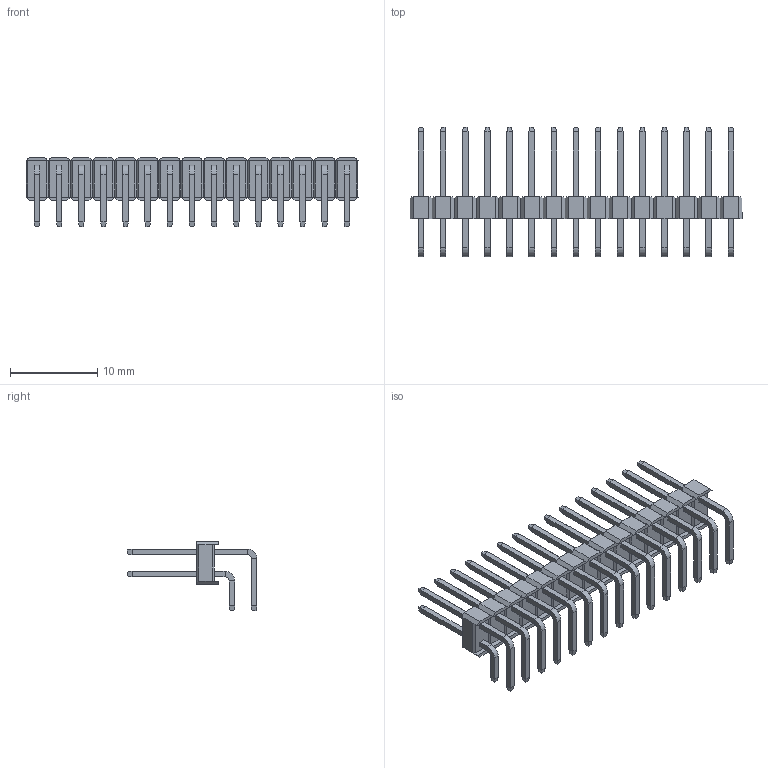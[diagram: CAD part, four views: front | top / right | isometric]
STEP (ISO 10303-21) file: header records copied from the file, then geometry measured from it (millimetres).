
FILE_DESCRIPTION (( 'STEP AP214' ), '1' );
FILE_NAME ('2x15 Male Pin Header Angle.STEP', '2018-11-16T18:39:58', ( 'M.B.I.' ), ( '' ), 'SwSTEP 2.0', '', '' );
FILE_SCHEMA (( 'AUTOMOTIVE_DESIGN' ));
Length unit declared in the file: millimetre
Products named in the file (1): 2x15 Male Pin Header Angle
Bounding box: 38.1 x 14.9 x 8 mm (x, y, z)
Volume: 578.6 mm3; surface area: 2213 mm2
Topology: 31 solids, 31 shells, 1088 faces, 2564 edges, 1538 vertices
Faces by surface type: plane 1028, cylinder 60
Entity records: 30400 total; most frequent: CARTESIAN_POINT 5191, ORIENTED_EDGE 5128, DIRECTION 4862, EDGE_CURVE 2564, LINE 2444, VECTOR 2444, VERTEX_POINT 1538, AXIS2_PLACEMENT_3D 1209
